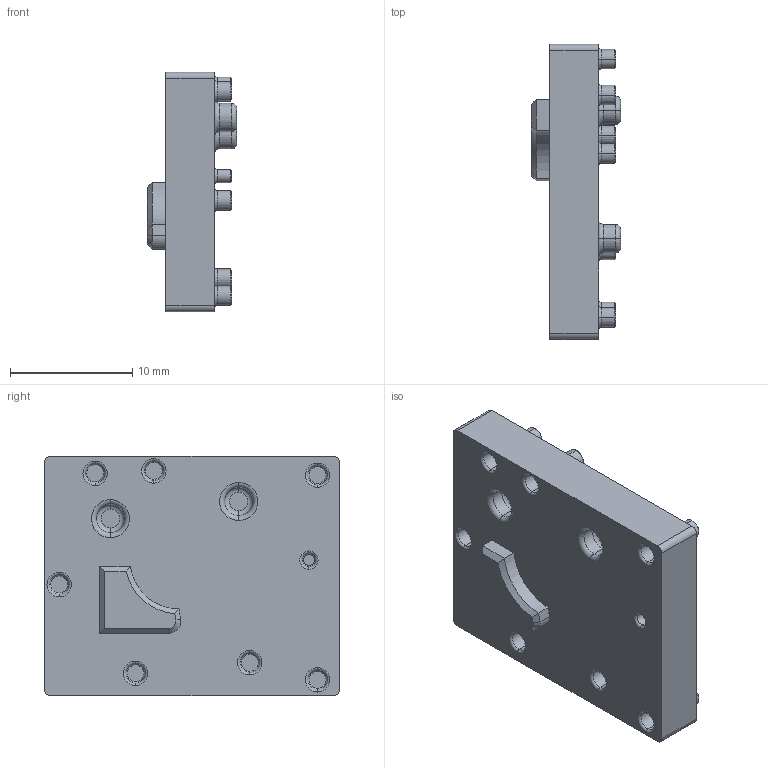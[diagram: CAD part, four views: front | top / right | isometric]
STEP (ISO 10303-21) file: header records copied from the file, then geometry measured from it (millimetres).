
FILE_DESCRIPTION(('Creo Elements/Direct Modeling STEP Export'),'2;1');
FILE_NAME('model.stp','2018-05-24T14:47:59',(''),(''),'Creo Elements/Direct Modeling STEP processor for AP214 (Solid Model)','Creo Elements/Direct Modeling 18.1I 14-Aug-2016 (C) Parametric Technology GmbH','');
FILE_SCHEMA(('AUTOMOTIVE_DESIGN { 1 0 10303 214 1 1 1 1 }'));
Length unit declared in the file: millimetre
Products named in the file (2): RZ-SPT_5-4-H
Assembly tree (1 placements, depth 2):
  RZ-SPT_5-4-H
    RZ-SPT_5-4-H
Bounding box: 7.3 x 24.15 x 19.6 mm (x, y, z)
Volume: 1903.1 mm3; surface area: 1456.7 mm2
Topology: 1 solids, 1 shells, 166 faces, 399 edges, 256 vertices
Faces by surface type: torus 48, cylinder 46, plane 38, cone 34
Entity records: 5691 total; most frequent: ORIENTED_EDGE 798, DIRECTION 745, CARTESIAN_POINT 714, EDGE_CURVE 399, AXIS2_PLACEMENT_3D 313, VERTEX_POINT 256, EDGE_LOOP 187, COLOUR_RGB 167
